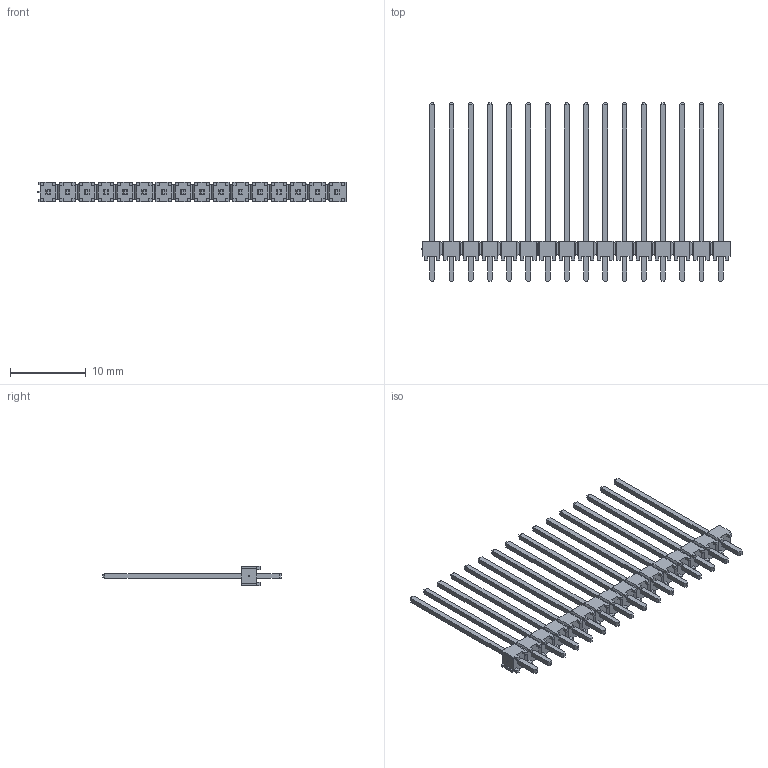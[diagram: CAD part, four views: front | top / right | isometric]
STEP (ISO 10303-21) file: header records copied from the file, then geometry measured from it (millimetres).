
FILE_DESCRIPTION( ( 'STEP AP214' ), '1' );
FILE_NAME( 'TSW-116-18-G-S.stp', '2020-06-15T18:52:43', ( 'License CC BY-ND 4.0' ), ( 'CADENAS' ), ' ', 'PARTsolutions', ' ' );
FILE_SCHEMA( ( 'AUTOMOTIVE_DESIGN { 1 0 10303 214 1 1 1 1 }' ) );
Length unit declared in the file: inch
Products named in the file (3): TSW-116-18-G-S; _TSW-116-18-G-S_body; _T-1S6-11-TSW-1-18-16-S
Assembly tree (2 placements, depth 2):
  TSW-116-18-G-S
    _TSW-116-18-G-S_body
    _T-1S6-11-TSW-1-18-16-S
Bounding box: 40.77 x 23.62 x 2.54 mm (x, y, z)
Volume: 346.5 mm3; surface area: 1552.7 mm2
Topology: 2 solids, 2 shells, 807 faces, 2066 edges, 1296 vertices
Faces by surface type: plane 807
Entity records: 30162 total; most frequent: CARTESIAN_POINT 4172, ORIENTED_EDGE 4132, DIRECTION 3686, EDGE_CURVE 2066, LINE 2066, VECTOR 2066, VERTEX_POINT 1296, EDGE_LOOP 872
